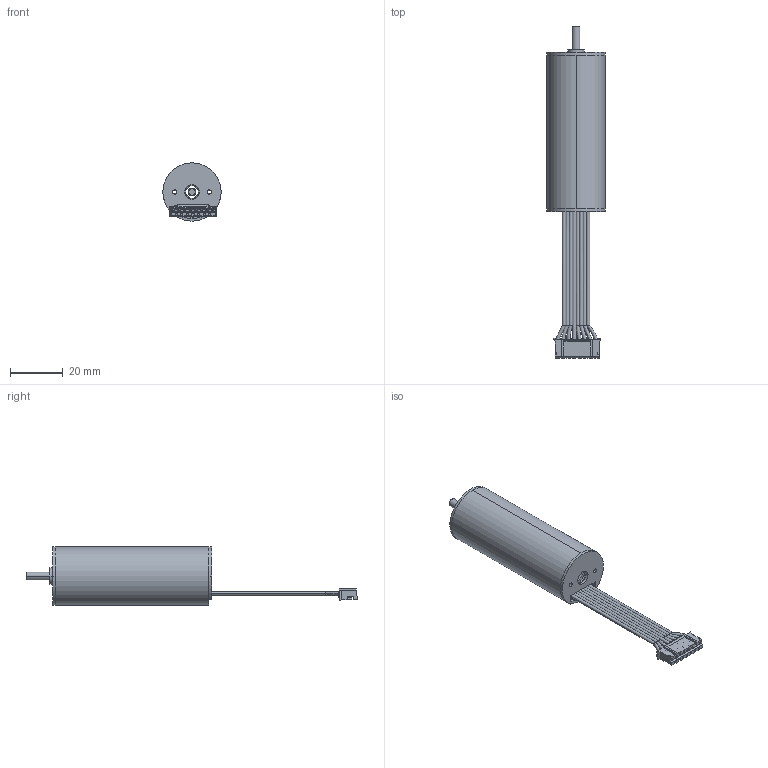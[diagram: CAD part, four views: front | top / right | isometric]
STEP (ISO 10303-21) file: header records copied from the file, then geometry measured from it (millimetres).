
FILE_DESCRIPTION (( 'STEP AP203' ), '1' );
FILE_NAME ('EC2260S.STEP', '2018-06-05T08:14:27', ( 'Sky123.Org' ), ( 'Sky123.Org' ), 'SwSTEP 2.0', 'SolidWorks 2013', '' );
FILE_SCHEMA (( 'CONFIG_CONTROL_DESIGN' ));
Length unit declared in the file: millimetre
Products named in the file (6): 01.07.0067 儂褲; 01.01.0121 ヶ傷裔; 01.02.0051 綴傷裔; 01.10.0543 粣; 01.14.0185 傷赽盄; EC2260S
Assembly tree (5 placements, depth 2):
  EC2260S
    01.07.0067 儂褲
    01.01.0121 ヶ傷裔
    01.02.0051 綴傷裔
    01.10.0543 粣
    01.14.0185 傷赽盄
Bounding box: 22 x 125.27 x 22 mm (x, y, z)
Volume: 6694.6 mm3; surface area: 14072.4 mm2
Topology: 4 solids, 30 shells, 491 faces, 1556 edges, 1051 vertices
Faces by surface type: plane 347, cylinder 118, bspline 14, cone 8, torus 4
Entity records: 18221 total; most frequent: CARTESIAN_POINT 3936, DIRECTION 2721, ORIENTED_EDGE 2696, EDGE_CURVE 1556, VECTOR 1263, LINE 1263, VERTEX_POINT 1051, AXIS2_PLACEMENT_3D 729
